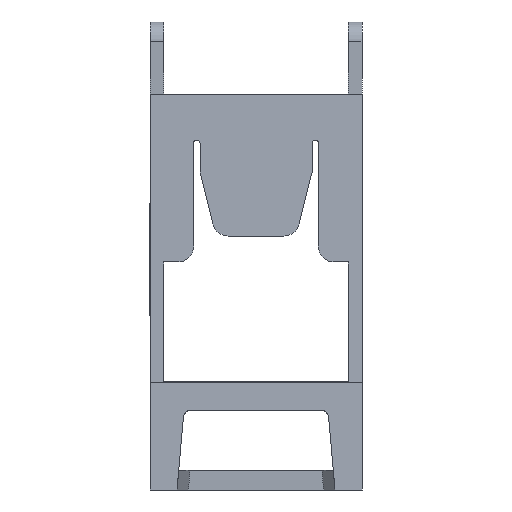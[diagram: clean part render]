
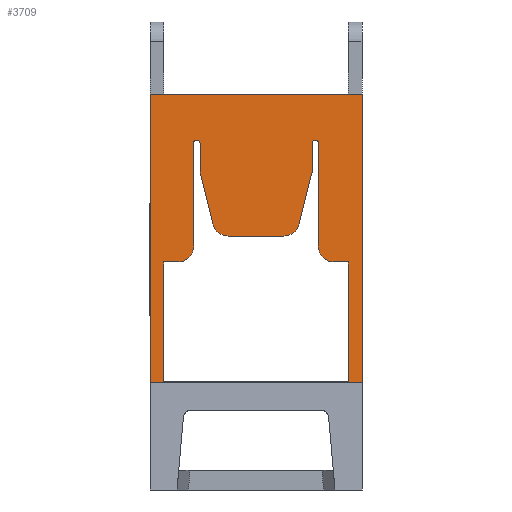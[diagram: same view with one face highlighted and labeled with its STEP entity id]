
A CAD part, front view. The second image highlights one B-rep face of the part: STEP entity #3709.
In plain terms, the highlighted planar face has unit normal (0, -0.999, 0.035).
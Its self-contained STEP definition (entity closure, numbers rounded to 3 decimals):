
#614=DIRECTION('',(-1.,0.,0.));
#615=VECTOR('',#614,1.7);
#616=CARTESIAN_POINT('',(-11.55,-25.638,15.476));
#617=LINE('',#616,#615);
#618=DIRECTION('',(1.,0.,0.));
#619=VECTOR('',#618,1.7);
#620=CARTESIAN_POINT('',(11.55,-25.638,15.476));
#621=LINE('',#620,#619);
#622=DIRECTION('',(-0.242,0.034,0.97));
#623=VECTOR('',#622,6.688);
#624=CARTESIAN_POINT('',(-5.379,-24.947,35.265));
#625=LINE('',#624,#623);
#626=CARTESIAN_POINT('',(-7.,-24.595,45.349));
#627=CARTESIAN_POINT('',(-7.,-24.592,45.444));
#628=CARTESIAN_POINT('',(-7.059,-24.586,45.61));
#629=CARTESIAN_POINT('',(-7.252,-24.582,45.733));
#630=CARTESIAN_POINT('',(-7.4,-24.581,45.759));
#631=CARTESIAN_POINT('',(-7.547,-24.582,45.733));
#632=CARTESIAN_POINT('',(-7.74,-24.586,45.611));
#633=CARTESIAN_POINT('',(-7.8,-24.592,45.444));
#634=CARTESIAN_POINT('',(-7.8,-24.595,45.35));
#636=DIRECTION('',(0.,0.035,0.999));
#637=VECTOR('',#636,15.034);
#638=CARTESIAN_POINT('',(-11.55,-25.638,15.476));
#639=LINE('',#638,#637);
#640=DIRECTION('',(0.,-0.035,-0.999));
#641=VECTOR('',#640,36.046);
#642=CARTESIAN_POINT('',(-13.25,-24.38,51.5));
#643=LINE('',#642,#641);
#644=DIRECTION('',(0.,-0.035,-0.999));
#645=VECTOR('',#644,36.046);
#646=CARTESIAN_POINT('',(13.25,-24.38,51.5));
#647=LINE('',#646,#645);
#648=DIRECTION('',(0.,0.035,0.999));
#649=VECTOR('',#648,15.034);
#650=CARTESIAN_POINT('',(11.55,-25.638,15.476));
#651=LINE('',#650,#649);
#652=CARTESIAN_POINT('',(7.,-24.595,45.349));
#653=CARTESIAN_POINT('',(7.,-24.592,45.444));
#654=CARTESIAN_POINT('',(7.059,-24.586,45.61));
#655=CARTESIAN_POINT('',(7.252,-24.582,45.733));
#656=CARTESIAN_POINT('',(7.4,-24.581,45.759));
#657=CARTESIAN_POINT('',(7.547,-24.582,45.733));
#658=CARTESIAN_POINT('',(7.74,-24.586,45.611));
#659=CARTESIAN_POINT('',(7.8,-24.592,45.444));
#660=CARTESIAN_POINT('',(7.8,-24.595,45.35));
#662=DIRECTION('',(0.242,0.034,0.97));
#663=VECTOR('',#662,6.688);
#664=CARTESIAN_POINT('',(5.379,-24.947,35.265));
#665=LINE('',#664,#663);
#674=DIRECTION('',(1.,0.,0.));
#675=VECTOR('',#674,6.877);
#676=CARTESIAN_POINT('',(-3.438,-25.,33.75));
#677=LINE('',#676,#675);
#898=DIRECTION('',(-1.,0.,0.));
#899=VECTOR('',#898,26.5);
#900=CARTESIAN_POINT('',(13.25,-24.38,51.5));
#901=LINE('',#900,#899);
#2047=DIRECTION('',(1.,0.,0.));
#2048=VECTOR('',#2047,1.75);
#2049=CARTESIAN_POINT('',(9.8,-25.113,30.5));
#2050=LINE('',#2049,#2048);
#2059=CARTESIAN_POINT('',(9.8,-25.113,30.5));
#2060=CARTESIAN_POINT('',(9.467,-25.113,30.5));
#2061=CARTESIAN_POINT('',(8.945,-25.108,30.645));
#2062=CARTESIAN_POINT('',(8.356,-25.094,31.057));
#2063=CARTESIAN_POINT('',(7.945,-25.074,31.645));
#2064=CARTESIAN_POINT('',(7.8,-25.055,32.167));
#2065=CARTESIAN_POINT('',(7.8,-25.044,32.5));
#2075=DIRECTION('',(0.,0.035,0.999));
#2076=VECTOR('',#2075,12.858);
#2077=CARTESIAN_POINT('',(7.8,-25.044,32.5));
#2078=LINE('',#2077,#2076);
#2091=DIRECTION('',(0.,-0.035,-0.999));
#2092=VECTOR('',#2091,3.601);
#2093=CARTESIAN_POINT('',(7.,-24.595,45.349));
#2094=LINE('',#2093,#2092);
#2120=CARTESIAN_POINT('',(5.379,-24.947,35.265));
#2121=CARTESIAN_POINT('',(5.316,-24.956,35.013));
#2122=CARTESIAN_POINT('',(5.116,-24.97,34.602));
#2123=CARTESIAN_POINT('',(4.689,-24.986,34.149));
#2124=CARTESIAN_POINT('',(4.146,-24.997,33.844));
#2125=CARTESIAN_POINT('',(3.699,-25.,33.75));
#2126=CARTESIAN_POINT('',(3.438,-25.,33.75));
#2180=DIRECTION('',(-1.,0.,0.));
#2181=VECTOR('',#2180,1.75);
#2182=CARTESIAN_POINT('',(-9.8,-25.113,
30.5));
#2183=LINE('',#2182,#2181);
#2192=CARTESIAN_POINT('',(-9.8,-25.113,30.5));
#2193=CARTESIAN_POINT('',(-9.467,-25.113,
30.5));
#2194=CARTESIAN_POINT('',(-8.945,-25.108,
30.645));
#2195=CARTESIAN_POINT('',(-8.356,-25.094,
31.057));
#2196=CARTESIAN_POINT('',(-7.945,-25.074,
31.645));
#2197=CARTESIAN_POINT('',(-7.8,-25.055,32.167));
#2198=CARTESIAN_POINT('',(-7.8,-25.044,32.5));
#2208=DIRECTION('',(0.,0.035,0.999));
#2209=VECTOR('',#2208,12.858);
#2210=CARTESIAN_POINT('',(-7.8,-25.044,32.5));
#2211=LINE('',#2210,#2209);
#2236=DIRECTION('',(0.,-0.035,-0.999));
#2237=VECTOR('',#2236,3.601);
#2238=CARTESIAN_POINT('',(-7.,-24.595,45.349));
#2239=LINE('',#2238,#2237);
#2248=CARTESIAN_POINT('',(-5.379,-24.947,
35.265));
#2249=CARTESIAN_POINT('',(-5.316,-24.956,
35.013));
#2250=CARTESIAN_POINT('',(-5.116,-24.97,
34.602));
#2251=CARTESIAN_POINT('',(-4.689,-24.986,
34.149));
#2252=CARTESIAN_POINT('',(-4.146,-24.997,
33.844));
#2253=CARTESIAN_POINT('',(-3.699,-25.,33.75));
#2254=CARTESIAN_POINT('',(-3.438,-25.,33.75));
#2400=CARTESIAN_POINT('',(11.55,-25.638,15.476));
#2401=VERTEX_POINT('',#2400);
#2414=VERTEX_POINT('',#2120);
#2415=VERTEX_POINT('',#2126);
#2416=CARTESIAN_POINT('',(7.,-24.721,41.75));
#2417=VERTEX_POINT('',#2416);
#2418=CARTESIAN_POINT('',(7.,-24.595,45.349));
#2419=VERTEX_POINT('',#2418);
#2420=VERTEX_POINT('',#660);
#2421=CARTESIAN_POINT('',(7.8,-25.044,32.5));
#2422=VERTEX_POINT('',#2421);
#2423=VERTEX_POINT('',#2059);
#2594=CARTESIAN_POINT('',(13.25,-24.38,51.5));
#2596=VERTEX_POINT('',#2594);
#2600=CARTESIAN_POINT('',(13.25,-25.638,15.476));
#2601=VERTEX_POINT('',#2600);
#2622=CARTESIAN_POINT('',(11.55,-25.113,30.5));
#2624=VERTEX_POINT('',#2622);
#2716=CARTESIAN_POINT('',(-11.55,-25.638,15.476));
#2717=VERTEX_POINT('',#2716);
#2724=VERTEX_POINT('',#2248);
#2725=VERTEX_POINT('',#2254);
#2726=CARTESIAN_POINT('',(-7.,-24.721,
41.75));
#2727=VERTEX_POINT('',#2726);
#2728=CARTESIAN_POINT('',(-7.,-24.595,45.349));
#2729=VERTEX_POINT('',#2728);
#2730=VERTEX_POINT('',#634);
#2731=CARTESIAN_POINT('',(-7.8,-25.044,32.5));
#2732=VERTEX_POINT('',#2731);
#2733=VERTEX_POINT('',#2192);
#2912=CARTESIAN_POINT('',(-13.25,-24.38,51.5));
#2914=VERTEX_POINT('',#2912);
#2918=CARTESIAN_POINT('',(-13.25,-25.638,15.476));
#2919=VERTEX_POINT('',#2918);
#2940=CARTESIAN_POINT('',(-11.55,-25.113,30.5));
#2942=VERTEX_POINT('',#2940);
#3663=CARTESIAN_POINT('',(-13.25,-26.109,2.));
#3664=DIRECTION('',(0.,-0.999,0.035));
#3665=DIRECTION('',(1.,0.,0.));
#3666=AXIS2_PLACEMENT_3D('',#3663,#3664,#3665);
#3667=PLANE('',#3666);
#3669=ORIENTED_EDGE('',*,*,#3668,.F.);
#3671=ORIENTED_EDGE('',*,*,#3670,.F.);
#3673=ORIENTED_EDGE('',*,*,#3672,.T.);
#3675=ORIENTED_EDGE('',*,*,#3674,.F.);
#3677=ORIENTED_EDGE('',*,*,#3676,.T.);
#3679=ORIENTED_EDGE('',*,*,#3678,.F.);
#3681=ORIENTED_EDGE('',*,*,#3680,.F.);
#3683=ORIENTED_EDGE('',*,*,#3682,.T.);
#3684=ORIENTED_EDGE('',*,*,#3301,.F.);
#3685=ORIENTED_EDGE('',*,*,#3654,.T.);
#3686=ORIENTED_EDGE('',*,*,#3200,.F.);
#3688=ORIENTED_EDGE('',*,*,#3687,.F.);
#3689=ORIENTED_EDGE('',*,*,#3039,.T.);
#3690=ORIENTED_EDGE('',*,*,#3657,.F.);
#3692=ORIENTED_EDGE('',*,*,#3691,.T.);
#3694=ORIENTED_EDGE('',*,*,#3693,.F.);
#3696=ORIENTED_EDGE('',*,*,#3695,.T.);
#3698=ORIENTED_EDGE('',*,*,#3697,.T.);
#3700=ORIENTED_EDGE('',*,*,#3699,.F.);
#3702=ORIENTED_EDGE('',*,*,#3701,.T.);
#3704=ORIENTED_EDGE('',*,*,#3703,.F.);
#3706=ORIENTED_EDGE('',*,*,#3705,.T.);
#3707=EDGE_LOOP('',(#3669,#3671,#3673,#3675,#3677,#3679,#3681,#3683,#3684,#3685,
#3686,#3688,#3689,#3690,#3692,#3694,#3696,#3698,#3700,#3702,#3704,#3706));
#3708=FACE_OUTER_BOUND('',#3707,.F.);
#3709=ADVANCED_FACE('',(#3708),#3667,.T.);
#635=B_SPLINE_CURVE_WITH_KNOTS('',3,(#626,#627,#628,#629,#630,#631,#632,#633,
#634),.UNSPECIFIED.,.F.,.F.,(4,1,1,1,1,1,4),(0.,0.25,0.375,0.5,0.625,
0.75,1.),.UNSPECIFIED.);
#661=B_SPLINE_CURVE_WITH_KNOTS('',3,(#652,#653,#654,#655,#656,#657,#658,#659,
#660),.UNSPECIFIED.,.F.,.F.,(4,1,1,1,1,1,4),(0.,0.25,0.375,0.5,0.625,
0.75,1.),.UNSPECIFIED.);
#2066=B_SPLINE_CURVE_WITH_KNOTS('',3,(#2059,#2060,#2061,#2062,#2063,#2064,
#2065),.UNSPECIFIED.,.F.,.F.,(4,1,1,1,4),(0.,0.25,0.5,0.75,1.),
.UNSPECIFIED.);
#2127=B_SPLINE_CURVE_WITH_KNOTS('',3,(#2120,#2121,#2122,#2123,#2124,#2125,
#2126),.UNSPECIFIED.,.F.,.F.,(4,1,1,1,4),(0.,0.25,0.5,0.75,1.),
.UNSPECIFIED.);
#2199=B_SPLINE_CURVE_WITH_KNOTS('',3,(#2192,#2193,#2194,#2195,#2196,#2197,
#2198),.UNSPECIFIED.,.F.,.F.,(4,1,1,1,4),(0.,0.25,0.5,0.75,1.),
.UNSPECIFIED.);
#2255=B_SPLINE_CURVE_WITH_KNOTS('',3,(#2248,#2249,#2250,#2251,#2252,#2253,
#2254),.UNSPECIFIED.,.F.,.F.,(4,1,1,1,4),(0.,0.25,0.5,0.75,1.),
.UNSPECIFIED.);
#3039=EDGE_CURVE('',#2596,#2601,#647,.T.);
#3200=EDGE_CURVE('',#2914,#2919,#643,.T.);
#3301=EDGE_CURVE('',#2717,#2942,#639,.T.);
#3654=EDGE_CURVE('',#2717,#2919,#617,.T.);
#3657=EDGE_CURVE('',#2401,#2601,#621,.T.);
#3668=EDGE_CURVE('',#2725,#2415,#677,.T.);
#3670=EDGE_CURVE('',#2724,#2725,#2255,.T.);
#3672=EDGE_CURVE('',#2724,#2727,#625,.T.);
#3674=EDGE_CURVE('',#2729,#2727,#2239,.T.);
#3676=EDGE_CURVE('',#2729,#2730,#635,.T.);
#3678=EDGE_CURVE('',#2732,#2730,#2211,.T.);
#3680=EDGE_CURVE('',#2733,#2732,#2199,.T.);
#3682=EDGE_CURVE('',#2733,#2942,#2183,.T.);
#3687=EDGE_CURVE('',#2596,#2914,#901,.T.);
#3691=EDGE_CURVE('',#2401,#2624,#651,.T.);
#3693=EDGE_CURVE('',#2423,#2624,#2050,.T.);
#3695=EDGE_CURVE('',#2423,#2422,#2066,.T.);
#3697=EDGE_CURVE('',#2422,#2420,#2078,.T.);
#3699=EDGE_CURVE('',#2419,#2420,#661,.T.);
#3701=EDGE_CURVE('',#2419,#2417,#2094,.T.);
#3703=EDGE_CURVE('',#2414,#2417,#665,.T.);
#3705=EDGE_CURVE('',#2414,#2415,#2127,.T.);
